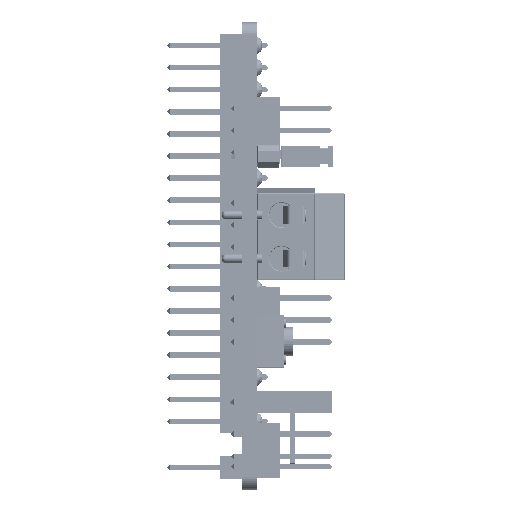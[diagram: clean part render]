
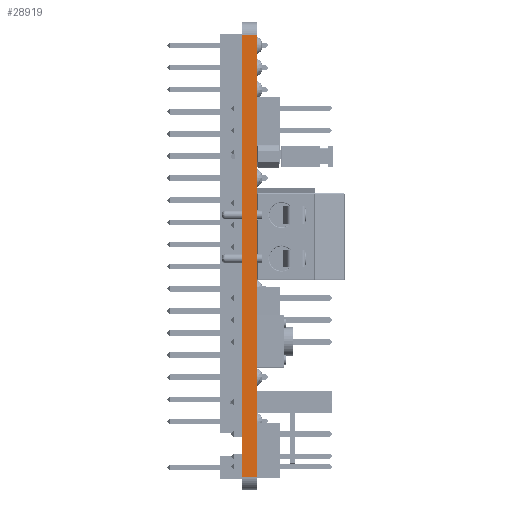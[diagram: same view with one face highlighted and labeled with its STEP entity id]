
A CAD part, left-side view. The second image highlights one B-rep face of the part: STEP entity #28919.
In plain terms, the highlighted planar face has unit normal (-1, 0, 0).
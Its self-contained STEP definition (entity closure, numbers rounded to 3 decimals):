
#4211=PLANE('',#31506);
#4957=FACE_OUTER_BOUND('',#6528,.T.);
#6528=EDGE_LOOP('',(#21413,#21414,#21415,#21416));
#8821=LINE('',#45435,#10703);
#8822=LINE('',#45438,#10704);
#8823=LINE('',#45440,#10705);
#8824=LINE('',#45441,#10706);
#10703=VECTOR('',#36533,10.);
#10704=VECTOR('',#36536,10.);
#10705=VECTOR('',#36537,10.);
#10706=VECTOR('',#36538,10.);
#14560=VERTEX_POINT('',#45431);
#14561=VERTEX_POINT('',#45433);
#14562=VERTEX_POINT('',#45437);
#14563=VERTEX_POINT('',#45439);
#17215=EDGE_CURVE('',#14560,#14561,#8821,.T.);
#17216=EDGE_CURVE('',#14560,#14562,#8822,.T.);
#17217=EDGE_CURVE('',#14563,#14561,#8823,.T.);
#17218=EDGE_CURVE('',#14562,#14563,#8824,.T.);
#21413=ORIENTED_EDGE('',*,*,#17216,.F.);
#21414=ORIENTED_EDGE('',*,*,#17215,.T.);
#21415=ORIENTED_EDGE('',*,*,#17217,.F.);
#21416=ORIENTED_EDGE('',*,*,#17218,.F.);
#28919=ADVANCED_FACE('',(#4957),#4211,.T.);
#31506=AXIS2_PLACEMENT_3D('',#45436,#36534,#36535);
#36533=DIRECTION('',(0.,0.,-1.));
#36534=DIRECTION('center_axis',(-1.,0.,0.));
#36535=DIRECTION('ref_axis',(0.,1.,0.));
#36536=DIRECTION('',(0.,-1.,0.));
#36537=DIRECTION('',(0.,1.,0.));
#36538=DIRECTION('',(0.,0.,-1.));
#45431=CARTESIAN_POINT('',(0.,-1.5,0.));
#45433=CARTESIAN_POINT('',(0.,-1.5,-1.8));
#45435=CARTESIAN_POINT('',(0.,-1.5,0.));
#45436=CARTESIAN_POINT('Origin',(0.,-52.234,
0.));
#45437=CARTESIAN_POINT('',(0.,-52.234,0.));
#45438=CARTESIAN_POINT('',(0.,-1.5,0.));
#45439=CARTESIAN_POINT('',(0.,-52.234,-1.8));
#45440=CARTESIAN_POINT('',(0.,-1.5,-1.8));
#45441=CARTESIAN_POINT('',(0.,-52.234,0.));
